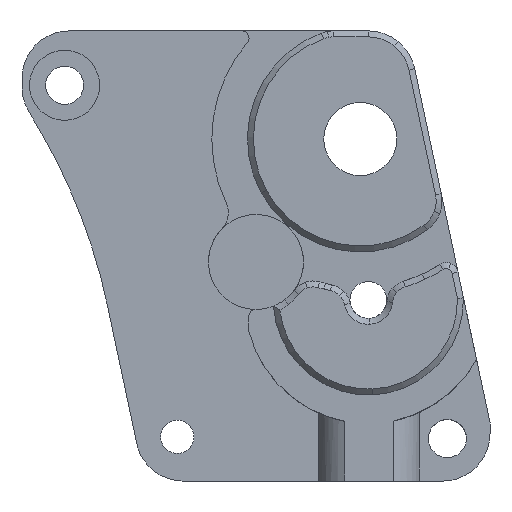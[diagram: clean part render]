
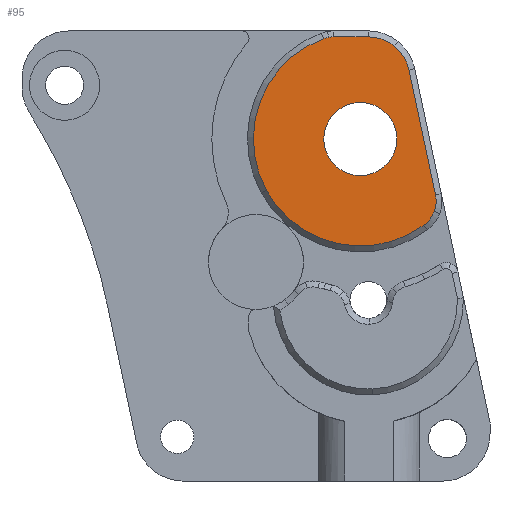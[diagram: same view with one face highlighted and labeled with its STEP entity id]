
A CAD part, front view. The second image highlights one B-rep face of the part: STEP entity #95.
In plain terms, the highlighted planar face has unit normal (0, -1, 0).
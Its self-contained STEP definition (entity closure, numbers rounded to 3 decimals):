
#95=ADVANCED_FACE('',(#240,#241),#242,.F.);
#240=FACE_BOUND('',#451,.T.);
#241=FACE_OUTER_BOUND('',#452,.T.);
#242=PLANE('',#453);
#451=EDGE_LOOP('',(#896,#897));
#452=EDGE_LOOP('',(#898,#899,#900,#901,#902,#903,#904,#905,#906,#907));
#453=AXIS2_PLACEMENT_3D('',#908,#909,#910);
#896=ORIENTED_EDGE('',*,*,#1415,.F.);
#897=ORIENTED_EDGE('',*,*,#1576,.F.);
#898=ORIENTED_EDGE('',*,*,#1556,.F.);
#899=ORIENTED_EDGE('',*,*,#1542,.F.);
#900=ORIENTED_EDGE('',*,*,#1561,.F.);
#901=ORIENTED_EDGE('',*,*,#1565,.F.);
#902=ORIENTED_EDGE('',*,*,#1534,.F.);
#903=ORIENTED_EDGE('',*,*,#1568,.F.);
#904=ORIENTED_EDGE('',*,*,#1562,.F.);
#905=ORIENTED_EDGE('',*,*,#1540,.F.);
#906=ORIENTED_EDGE('',*,*,#1545,.F.);
#907=ORIENTED_EDGE('',*,*,#1558,.F.);
#908=CARTESIAN_POINT('',(82.28,-8.25,2.041));
#909=DIRECTION('',(0.0,1.0,0.0));
#910=DIRECTION('',(-1.0,0.0,0.0));
#1415=EDGE_CURVE('',#1687,#1690,#1691,.T.);
#1534=EDGE_CURVE('',#1917,#1920,#1921,.T.);
#1540=EDGE_CURVE('',#1930,#1926,#1932,.T.);
#1542=EDGE_CURVE('',#1933,#1935,#1936,.T.);
#1545=EDGE_CURVE('',#1938,#1930,#1941,.T.);
#1556=EDGE_CURVE('',#1935,#1956,#1958,.T.);
#1558=EDGE_CURVE('',#1956,#1938,#1960,.T.);
#1561=EDGE_CURVE('',#1963,#1933,#1965,.T.);
#1562=EDGE_CURVE('',#1926,#1966,#1967,.T.);
#1565=EDGE_CURVE('',#1920,#1963,#1971,.T.);
#1568=EDGE_CURVE('',#1966,#1917,#1974,.T.);
#1576=EDGE_CURVE('',#1690,#1687,#1987,.T.);
#1687=VERTEX_POINT('',#2132);
#1690=VERTEX_POINT('',#2136);
#1691=CIRCLE('',#2137,3.075);
#1917=VERTEX_POINT('',#2422);
#1920=VERTEX_POINT('',#2426);
#1921=CIRCLE('',#2427,2.5);
#1926=VERTEX_POINT('',#2433);
#1930=VERTEX_POINT('',#2438);
#1932=CIRCLE('',#2441,9.0);
#1933=VERTEX_POINT('',#2442);
#1935=VERTEX_POINT('',#2445);
#1936=CIRCLE('',#2446,3.5);
#1938=VERTEX_POINT('',#2449);
#1941=CIRCLE('',#2453,2.5);
#1956=VERTEX_POINT('',#2476);
#1958=LINE('',#2479,#2480);
#1960=CIRCLE('',#2482,2.5);
#1963=VERTEX_POINT('',#2485);
#1965=CIRCLE('',#2488,3.5);
#1966=VERTEX_POINT('',#2489);
#1967=CIRCLE('',#2490,9.0);
#1971=LINE('',#2495,#2496);
#1974=CIRCLE('',#2500,2.5);
#1987=CIRCLE('',#2519,3.075);
#2132=CARTESIAN_POINT('',(85.355,-8.25,2.041));
#2136=CARTESIAN_POINT('',(79.205,-8.25,2.041));
#2137=AXIS2_PLACEMENT_3D('',#2756,#2757,#2758);
#2422=CARTESIAN_POINT('',(79.6,-8.25,10.603));
#2426=CARTESIAN_POINT('',(80.038,-8.25,10.642));
#2427=AXIS2_PLACEMENT_3D('',#2996,#2997,#2998);
#2433=CARTESIAN_POINT('',(74.363,-8.25,-2.238));
#2438=CARTESIAN_POINT('',(87.646,-8.25,-5.185));
#2441=AXIS2_PLACEMENT_3D('',#3008,#3009,#3010);
#2442=CARTESIAN_POINT('',(85.142,-8.25,9.862));
#2445=CARTESIAN_POINT('',(86.363,-8.25,7.87));
#2446=AXIS2_PLACEMENT_3D('',#3012,#3013,#3014);
#2449=CARTESIAN_POINT('',(88.494,-8.25,-4.061));
#2453=AXIS2_PLACEMENT_3D('',#3017,#3018,#3019);
#2476=CARTESIAN_POINT('',(88.601,-8.25,-2.658));
#2479=CARTESIAN_POINT('',(88.337,-8.25,-1.417));
#2480=VECTOR('',#3032,1.0);
#2482=AXIS2_PLACEMENT_3D('',#3036,#3037,#3038);
#2485=CARTESIAN_POINT('',(82.94,-8.25,10.642));
#2488=AXIS2_PLACEMENT_3D('',#3043,#3044,#3045);
#2489=CARTESIAN_POINT('',(79.176,-8.25,10.488));
#2490=AXIS2_PLACEMENT_3D('',#3046,#3047,#3048);
#2495=CARTESIAN_POINT('',(77.89,-8.25,10.642));
#2496=VECTOR('',#3053,1.0);
#2500=AXIS2_PLACEMENT_3D('',#3058,#3059,#3060);
#2519=AXIS2_PLACEMENT_3D('',#3070,#3071,#3072);
#2756=CARTESIAN_POINT('',(82.28,-8.25,2.041));
#2757=DIRECTION('',(0.0,-1.0,0.0));
#2758=DIRECTION('',(1.0,0.0,0.0));
#2996=CARTESIAN_POINT('',(80.038,-8.25,8.142));
#2997=DIRECTION('',(0.0,1.0,0.0));
#2998=DIRECTION('',(-0.175,0.0,0.985));
#3008=CARTESIAN_POINT('',(82.28,-8.25,2.041));
#3009=DIRECTION('',(0.0,1.0,0.0));
#3010=DIRECTION('',(-0.88,0.0,-0.475));
#3012=CARTESIAN_POINT('',(82.94,-8.25,7.142));
#3013=DIRECTION('',(-0.0,1.0,0.0));
#3014=DIRECTION('',(0.629,0.0,0.777));
#3017=CARTESIAN_POINT('',(86.156,-8.25,-3.178));
#3018=DIRECTION('',(0.0,1.0,0.0));
#3019=DIRECTION('',(0.935,0.0,-0.353));
#3032=DIRECTION('',(0.208,-0.0,-0.978));
#3036=CARTESIAN_POINT('',(86.156,-8.25,-3.178));
#3037=DIRECTION('',(0.0,1.0,0.0));
#3038=DIRECTION('',(0.935,0.0,-0.353));
#3043=CARTESIAN_POINT('',(82.94,-8.25,7.142));
#3044=DIRECTION('',(-0.0,1.0,0.0));
#3045=DIRECTION('',(0.629,0.0,0.777));
#3046=CARTESIAN_POINT('',(82.28,-8.25,2.041));
#3047=DIRECTION('',(0.0,1.0,0.0));
#3048=DIRECTION('',(-0.88,0.0,-0.475));
#3053=DIRECTION('',(1.0,0.0,0.0));
#3058=CARTESIAN_POINT('',(80.038,-8.25,8.142));
#3059=DIRECTION('',(0.0,1.0,0.0));
#3060=DIRECTION('',(-0.175,0.0,0.985));
#3070=CARTESIAN_POINT('',(82.28,-8.25,2.041));
#3071=DIRECTION('',(0.0,-1.0,0.0));
#3072=DIRECTION('',(1.0,0.0,0.0));
